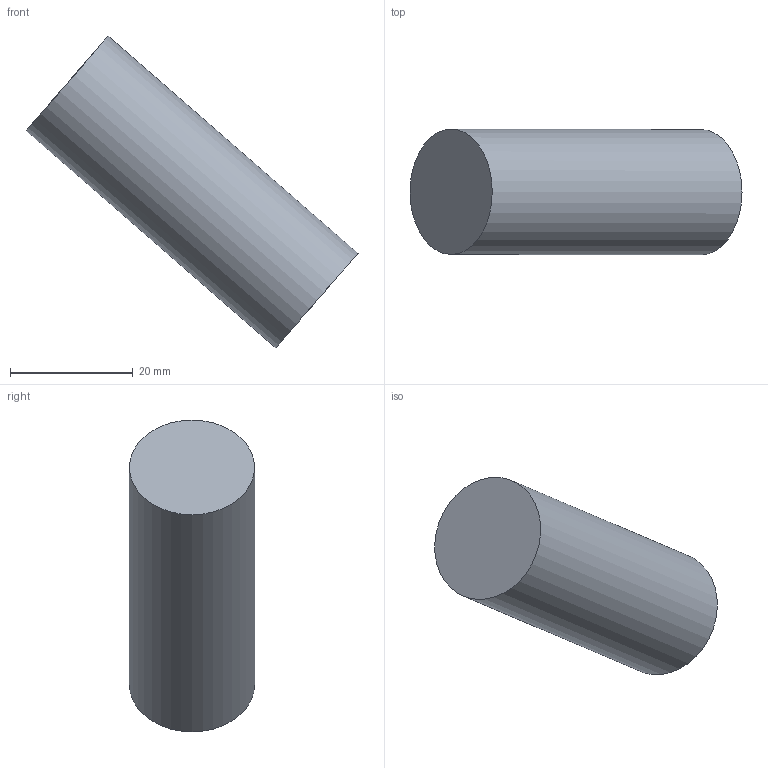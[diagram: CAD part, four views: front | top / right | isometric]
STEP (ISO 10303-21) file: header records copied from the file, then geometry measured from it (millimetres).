
FILE_DESCRIPTION(/* description */ ('STEP AP242','CAx-IF Rec.Pracs.---Representation and Presentation of Product Manufacturing Information (PMI)---4.0---2014-10-13','CAx-IF Rec.Pracs.---3D Tessellated Geometry---0.4---2014-09-14','2;1'),/* implementation_level */ '2;1');
FILE_NAME(/* name */ '61f6b69f1218122d01937b35',/* time_stamp */ '2022-01-30T16:02:40+00:00',/* author */ (''),/* organization */ (''),/* preprocessor_version */ 'ST-DEVELOPER v18.101',/* originating_system */ ' ',/* authorisation */ ' ');
FILE_SCHEMA (('AP242_MANAGED_MODEL_BASED_3D_ENGINEERING_MIM_LF { 1 0 10303 442 1 1 4 }'));
Length unit declared in the file: metre
Products named in the file (1): CaF_dt_D1
Bounding box: 54.15 x 20.45 x 50.84 mm (x, y, z)
Volume: 17230.9 mm3; surface area: 13348 mm2
Topology: 1 solids, 17 shells, 53 faces, 54 edges, 36 vertices
Faces by surface type: plane 35, cylinder 18
Full cylindrical faces by diameter (mm): 19.05 x17, 20.447 x1
Entity records: 884 total; most frequent: DIRECTION 180, CARTESIAN_POINT 126, AXIS2_PLACEMENT_3D 90, ORIENTED_EDGE 72, EDGE_LOOP 72, FACE_BOUND 72, ADVANCED_FACE 53, EDGE_CURVE 36
